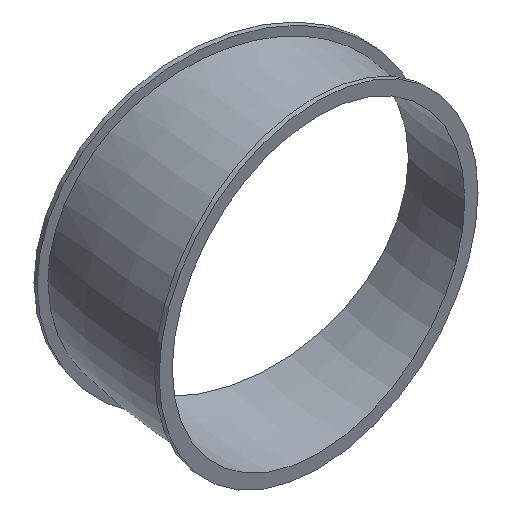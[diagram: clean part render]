
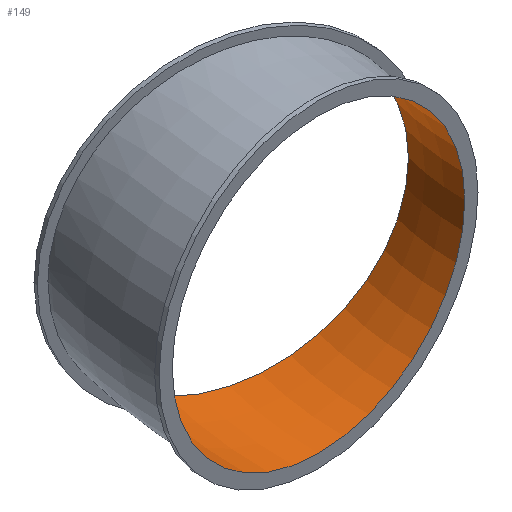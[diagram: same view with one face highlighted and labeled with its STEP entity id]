
A CAD part, isometric view. The second image highlights one B-rep face of the part: STEP entity #149.
In plain terms, the highlighted toroidal (fillet/blend) face has major radius 270 mm and minor radius 99.5 mm.
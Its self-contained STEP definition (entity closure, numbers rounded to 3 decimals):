
#15=TOROIDAL_SURFACE('',#185,270.,99.5);
#35=FACE_OUTER_BOUND('',#45,.T.);
#45=EDGE_LOOP('',(#121,#122,#123,#124,#125,#126));
#59=CIRCLE('',#186,99.5);
#60=CIRCLE('',#187,99.5);
#61=CIRCLE('',#188,170.5);
#62=CIRCLE('',#189,99.5);
#63=CIRCLE('',#190,99.5);
#77=VERTEX_POINT('',#535);
#78=VERTEX_POINT('',#536);
#79=VERTEX_POINT('',#539);
#80=VERTEX_POINT('',#541);
#95=EDGE_CURVE('',#77,#78,#59,.T.);
#96=EDGE_CURVE('',#78,#77,#60,.T.);
#97=EDGE_CURVE('',#78,#79,#61,.T.);
#98=EDGE_CURVE('',#79,#80,#62,.T.);
#99=EDGE_CURVE('',#80,#79,#63,.T.);
#121=ORIENTED_EDGE('',*,*,#95,.F.);
#122=ORIENTED_EDGE('',*,*,#96,.F.);
#123=ORIENTED_EDGE('',*,*,#97,.T.);
#124=ORIENTED_EDGE('',*,*,#98,.T.);
#125=ORIENTED_EDGE('',*,*,#99,.T.);
#126=ORIENTED_EDGE('',*,*,#97,.F.);
#149=ADVANCED_FACE('',(#35),#15,.F.);
#185=AXIS2_PLACEMENT_3D('',#534,#223,#224);
#186=AXIS2_PLACEMENT_3D('',#537,#225,#226);
#187=AXIS2_PLACEMENT_3D('',#538,#227,#228);
#188=AXIS2_PLACEMENT_3D('',#540,#229,#230);
#189=AXIS2_PLACEMENT_3D('',#542,#231,#232);
#190=AXIS2_PLACEMENT_3D('',#543,#233,#234);
#223=DIRECTION('center_axis',(0.,0.,-1.));
#224=DIRECTION('ref_axis',(-1.,0.,0.));
#225=DIRECTION('center_axis',(-0.259,-0.966,0.));
#226=DIRECTION('ref_axis',(0.966,-0.259,0.));
#227=DIRECTION('center_axis',(-0.259,-0.966,0.));
#228=DIRECTION('ref_axis',(0.966,-0.259,0.));
#229=DIRECTION('center_axis',(0.,0.,1.));
#230=DIRECTION('ref_axis',(-1.,0.,0.));
#231=DIRECTION('center_axis',(0.,-1.,0.));
#232=DIRECTION('ref_axis',(1.,0.,0.));
#233=DIRECTION('center_axis',(0.,-1.,0.));
#234=DIRECTION('ref_axis',(1.,0.,0.));
#534=CARTESIAN_POINT('Origin',(0.,0.,0.));
#535=CARTESIAN_POINT('',(-356.91,95.634,0.));
#536=CARTESIAN_POINT('',(-164.69,44.129,0.));
#537=CARTESIAN_POINT('Origin',(-260.8,69.881,0.));
#538=CARTESIAN_POINT('Origin',(-260.8,69.881,0.));
#539=CARTESIAN_POINT('',(-170.5,0.,0.));
#540=CARTESIAN_POINT('Origin',(0.,0.,0.));
#541=CARTESIAN_POINT('',(-369.5,0.,0.));
#542=CARTESIAN_POINT('Origin',(-270.,0.,0.));
#543=CARTESIAN_POINT('Origin',(-270.,0.,0.));
